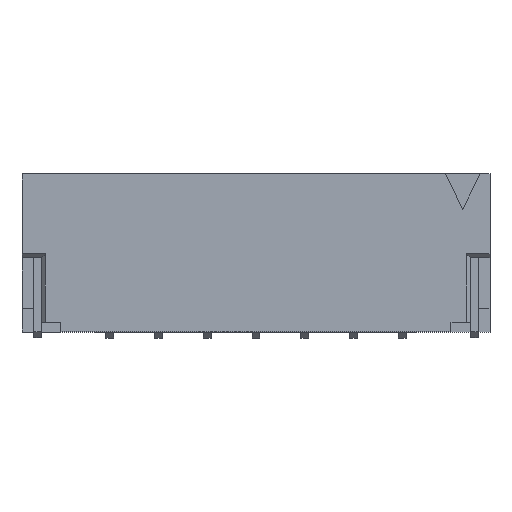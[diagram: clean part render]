
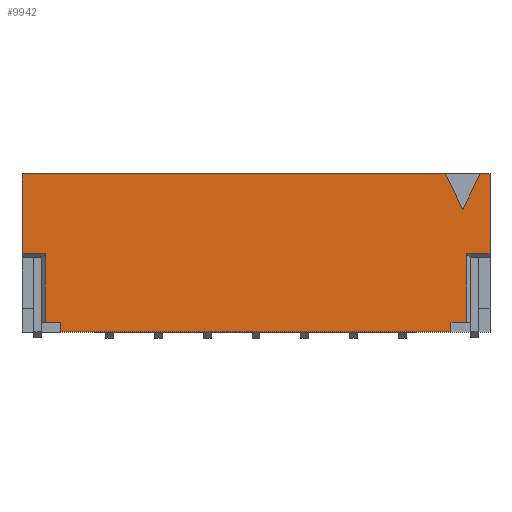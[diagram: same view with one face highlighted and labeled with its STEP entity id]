
A CAD part, top view. The second image highlights one B-rep face of the part: STEP entity #9942.
In plain terms, the highlighted planar face has unit normal (0, 0, 1).
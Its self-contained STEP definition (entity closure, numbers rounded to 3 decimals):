
#5 = CARTESIAN_POINT ( 'NONE',  ( 11.625, 2., 2.475 ) ) ;
#71 = LINE ( 'NONE', #2947, #11133 ) ;
#283 = CARTESIAN_POINT ( 'NONE',  ( -3.125, 0., 2.475 ) ) ;
#463 = EDGE_CURVE ( 'NONE', #11998, #12646, #11188, .T. ) ;
#475 = ORIENTED_EDGE ( 'NONE', *, *, #8758, .F. ) ;
#696 = VERTEX_POINT ( 'NONE', #5457 ) ;
#768 = VECTOR ( 'NONE', #8859, 1000. ) ;
#780 = CARTESIAN_POINT ( 'NONE',  ( 7.625, 4.05, 2.475 ) ) ;
#818 = LINE ( 'NONE', #3089, #12011 ) ;
#872 = DIRECTION ( 'NONE',  ( -1., 0., 0. ) ) ;
#887 = LINE ( 'NONE', #9029, #2308 ) ;
#909 = DIRECTION ( 'NONE',  ( 0., 0., -1. ) ) ;
#1143 = LINE ( 'NONE', #5262, #7753 ) ;
#1316 = ORIENTED_EDGE ( 'NONE', *, *, #10772, .F. ) ;
#1638 = VERTEX_POINT ( 'NONE', #7865 ) ;
#1775 = CARTESIAN_POINT ( 'NONE',  ( -3.625, 0.25, 2.475 ) ) ;
#1919 = CARTESIAN_POINT ( 'NONE',  ( -7.875, 4.05, 2.475 ) ) ;
#1928 = CARTESIAN_POINT ( 'NONE',  ( -7.875, 0., 2.475 ) ) ;
#1929 = LINE ( 'NONE', #12210, #3216 ) ;
#1979 = PLANE ( 'NONE',  #11644 ) ;
#2062 = EDGE_CURVE ( 'NONE', #12714, #7326, #6982, .T. ) ;
#2077 = CARTESIAN_POINT ( 'NONE',  ( 7.175, 3.15, 2.475 ) ) ;
#2217 = CARTESIAN_POINT ( 'NONE',  ( 7.275, 0.25, 2.475 ) ) ;
#2240 = CARTESIAN_POINT ( 'NONE',  ( 6.725, 4.05, 2.475 ) ) ;
#2308 = VECTOR ( 'NONE', #13071, 1000. ) ;
#2427 = VECTOR ( 'NONE', #5907, 1000. ) ;
#2434 = VECTOR ( 'NONE', #12518, 1000. ) ;
#2625 = EDGE_CURVE ( 'NONE', #7326, #9450, #4234, .T. ) ;
#2653 = CARTESIAN_POINT ( 'NONE',  ( -3.525, 2., 2.475 ) ) ;
#2688 = VECTOR ( 'NONE', #8141, 1000. ) ;
#2730 = EDGE_CURVE ( 'NONE', #3554, #6750, #71, .T. ) ;
#2793 = CARTESIAN_POINT ( 'NONE',  ( 7.275, 1.9, 2.475 ) ) ;
#2833 = LINE ( 'NONE', #1775, #2427 ) ;
#2923 = LINE ( 'NONE', #1928, #768 ) ;
#2947 = CARTESIAN_POINT ( 'NONE',  ( -7.875, 4.05, 2.475 ) ) ;
#2971 = CARTESIAN_POINT ( 'NONE',  ( -3.525, 1.9, 2.475 ) ) ;
#3089 = CARTESIAN_POINT ( 'NONE',  ( 7.875, 4.05, 2.475 ) ) ;
#3125 = EDGE_LOOP ( 'NONE', ( #4494, #5701, #4902, #8320, #9940, #6539, #12064, #475, #1316, #5320, #5865, #11043, #12609, #5225, #12195 ) ) ;
#3216 = VECTOR ( 'NONE', #13312, 1000. ) ;
#3282 = LINE ( 'NONE', #6389, #7430 ) ;
#3554 = VERTEX_POINT ( 'NONE', #9673 ) ;
#4086 = VERTEX_POINT ( 'NONE', #5564 ) ;
#4234 = LINE ( 'NONE', #5, #2434 ) ;
#4350 = CARTESIAN_POINT ( 'NONE',  ( 6.875, 0., 2.475 ) ) ;
#4377 = EDGE_CURVE ( 'NONE', #6675, #696, #887, .T. ) ;
#4494 = ORIENTED_EDGE ( 'NONE', *, *, #13363, .T. ) ;
#4830 = VECTOR ( 'NONE', #872, 1000. ) ;
#4852 = VECTOR ( 'NONE', #10319, 1000. ) ;
#4865 = CARTESIAN_POINT ( 'NONE',  ( -7.875, 2., 2.475 ) ) ;
#4902 = ORIENTED_EDGE ( 'NONE', *, *, #12471, .F. ) ;
#5225 = ORIENTED_EDGE ( 'NONE', *, *, #12228, .T. ) ;
#5262 = CARTESIAN_POINT ( 'NONE',  ( 7.625, 4.05, 2.475 ) ) ;
#5320 = ORIENTED_EDGE ( 'NONE', *, *, #2730, .F. ) ;
#5457 = CARTESIAN_POINT ( 'NONE',  ( 7.875, 4.05, 2.475 ) ) ;
#5534 = EDGE_CURVE ( 'NONE', #4086, #9822, #3282, .T. ) ;
#5564 = CARTESIAN_POINT ( 'NONE',  ( 6.875, 0.25, 2.475 ) ) ;
#5578 = CARTESIAN_POINT ( 'NONE',  ( -3.525, 0.25, 2.475 ) ) ;
#5701 = ORIENTED_EDGE ( 'NONE', *, *, #5534, .F. ) ;
#5865 = ORIENTED_EDGE ( 'NONE', *, *, #6889, .T. ) ;
#5907 = DIRECTION ( 'NONE',  ( 1., 0., 0. ) ) ;
#5961 = DIRECTION ( 'NONE',  ( 0., -1., 0. ) ) ;
#6389 = CARTESIAN_POINT ( 'NONE',  ( 6.875, 0., 2.475 ) ) ;
#6474 = DIRECTION ( 'NONE',  ( 0., -1., 0. ) ) ;
#6539 = ORIENTED_EDGE ( 'NONE', *, *, #7165, .F. ) ;
#6675 = VERTEX_POINT ( 'NONE', #780 ) ;
#6750 = VERTEX_POINT ( 'NONE', #2240 ) ;
#6889 = EDGE_CURVE ( 'NONE', #3554, #9450, #7297, .T. ) ;
#6982 = LINE ( 'NONE', #2971, #4852 ) ;
#7165 = EDGE_CURVE ( 'NONE', #696, #12646, #818, .T. ) ;
#7212 = DIRECTION ( 'NONE',  ( -1., 0., 0. ) ) ;
#7297 = LINE ( 'NONE', #10400, #13317 ) ;
#7326 = VERTEX_POINT ( 'NONE', #2653 ) ;
#7430 = VECTOR ( 'NONE', #10515, 1000. ) ;
#7575 = EDGE_CURVE ( 'NONE', #8410, #11998, #8001, .T. ) ;
#7753 = VECTOR ( 'NONE', #9431, 1000. ) ;
#7865 = CARTESIAN_POINT ( 'NONE',  ( -3.125, 0.25, 2.475 ) ) ;
#8001 = LINE ( 'NONE', #2793, #2688 ) ;
#8141 = DIRECTION ( 'NONE',  ( 0., 1., 0. ) ) ;
#8185 = FACE_OUTER_BOUND ( 'NONE', #3125, .T. ) ;
#8320 = ORIENTED_EDGE ( 'NONE', *, *, #7575, .T. ) ;
#8410 = VERTEX_POINT ( 'NONE', #2217 ) ;
#8472 = CARTESIAN_POINT ( 'NONE',  ( 7.875, 2., 2.475 ) ) ;
#8758 = EDGE_CURVE ( 'NONE', #11370, #6675, #1143, .T. ) ;
#8814 = CARTESIAN_POINT ( 'NONE',  ( -4.125, 2., 2.475 ) ) ;
#8859 = DIRECTION ( 'NONE',  ( 1., 0., 0. ) ) ;
#8888 = DIRECTION ( 'NONE',  ( 1., 0., 0. ) ) ;
#9029 = CARTESIAN_POINT ( 'NONE',  ( -7.875, 4.05, 2.475 ) ) ;
#9148 = LINE ( 'NONE', #10160, #4830 ) ;
#9431 = DIRECTION ( 'NONE',  ( 0.447, 0.894, 0. ) ) ;
#9450 = VERTEX_POINT ( 'NONE', #8814 ) ;
#9673 = CARTESIAN_POINT ( 'NONE',  ( -4.125, 4.05, 2.475 ) ) ;
#9728 = CARTESIAN_POINT ( 'NONE',  ( 7.275, 2., 2.475 ) ) ;
#9822 = VERTEX_POINT ( 'NONE', #4350 ) ;
#9837 = LINE ( 'NONE', #12744, #12069 ) ;
#9940 = ORIENTED_EDGE ( 'NONE', *, *, #463, .T. ) ;
#9942 = ADVANCED_FACE ( 'NONE', ( #8185 ), #1979, .F. ) ;
#10160 = CARTESIAN_POINT ( 'NONE',  ( 7.375, 0.25, 2.475 ) ) ;
#10252 = EDGE_CURVE ( 'NONE', #1638, #12278, #9837, .T. ) ;
#10296 = DIRECTION ( 'NONE',  ( 1., 0., 0. ) ) ;
#10319 = DIRECTION ( 'NONE',  ( 0., 1., 0. ) ) ;
#10400 = CARTESIAN_POINT ( 'NONE',  ( -4.125, 4.05, 2.475 ) ) ;
#10515 = DIRECTION ( 'NONE',  ( 0., -1., 0. ) ) ;
#10772 = EDGE_CURVE ( 'NONE', #6750, #11370, #1929, .T. ) ;
#11043 = ORIENTED_EDGE ( 'NONE', *, *, #2625, .F. ) ;
#11133 = VECTOR ( 'NONE', #10296, 1000. ) ;
#11188 = LINE ( 'NONE', #4865, #12626 ) ;
#11370 = VERTEX_POINT ( 'NONE', #2077 ) ;
#11644 = AXIS2_PLACEMENT_3D ( 'NONE', #1919, #909, #7212 ) ;
#11984 = DIRECTION ( 'NONE',  ( 0., -1., 0. ) ) ;
#11998 = VERTEX_POINT ( 'NONE', #9728 ) ;
#12011 = VECTOR ( 'NONE', #5961, 1000. ) ;
#12064 = ORIENTED_EDGE ( 'NONE', *, *, #4377, .F. ) ;
#12069 = VECTOR ( 'NONE', #11984, 1000. ) ;
#12195 = ORIENTED_EDGE ( 'NONE', *, *, #10252, .T. ) ;
#12210 = CARTESIAN_POINT ( 'NONE',  ( 7.175, 3.15, 2.475 ) ) ;
#12228 = EDGE_CURVE ( 'NONE', #12714, #1638, #2833, .T. ) ;
#12278 = VERTEX_POINT ( 'NONE', #283 ) ;
#12471 = EDGE_CURVE ( 'NONE', #8410, #4086, #9148, .T. ) ;
#12518 = DIRECTION ( 'NONE',  ( -1., 0., 0. ) ) ;
#12609 = ORIENTED_EDGE ( 'NONE', *, *, #2062, .F. ) ;
#12626 = VECTOR ( 'NONE', #8888, 1000. ) ;
#12646 = VERTEX_POINT ( 'NONE', #8472 ) ;
#12714 = VERTEX_POINT ( 'NONE', #5578 ) ;
#12744 = CARTESIAN_POINT ( 'NONE',  ( -3.125, 0., 2.475 ) ) ;
#13071 = DIRECTION ( 'NONE',  ( 1., 0., 0. ) ) ;
#13312 = DIRECTION ( 'NONE',  ( 0.447, -0.894, 0. ) ) ;
#13317 = VECTOR ( 'NONE', #6474, 1000. ) ;
#13363 = EDGE_CURVE ( 'NONE', #12278, #9822, #2923, .T. ) ;
